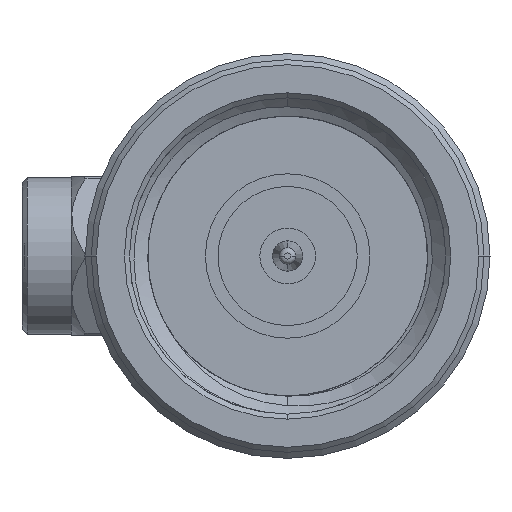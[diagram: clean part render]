
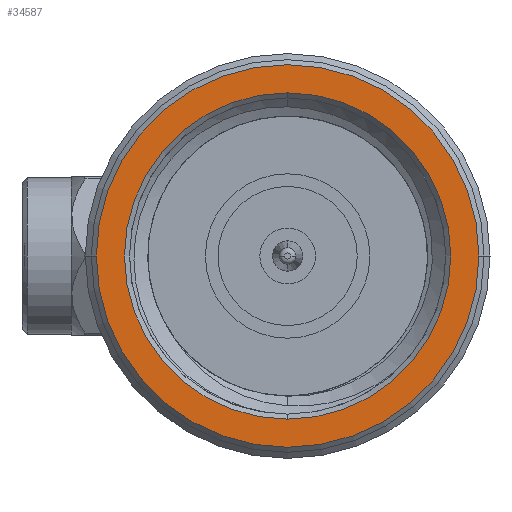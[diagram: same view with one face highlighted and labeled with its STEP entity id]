
A CAD part, front view. The second image highlights one B-rep face of the part: STEP entity #34587.
In plain terms, the highlighted face is planar.
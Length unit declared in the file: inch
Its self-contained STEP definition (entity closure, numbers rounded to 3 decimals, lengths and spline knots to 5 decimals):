
#5995 = CARTESIAN_POINT ( 'NONE',  ( 0., 0.38809, 0. ) ) ;
#9142 = CARTESIAN_POINT ( 'NONE',  ( 0., 0., 0. ) ) ;
#16770 = EDGE_CURVE ( 'NONE', #90941, #61966, #87086, .T. ) ;
#17476 = DIRECTION ( 'NONE',  ( -1., 0., 0. ) ) ;
#22875 = CARTESIAN_POINT ( 'NONE',  ( 0., 0., 0.3225 ) ) ;
#23764 = CARTESIAN_POINT ( 'NONE',  ( 0., 0., -0.3225 ) ) ;
#24624 = CARTESIAN_POINT ( 'NONE',  ( 0., -0.37809, 0. ) ) ;
#26420 = CARTESIAN_POINT ( 'NONE',  ( 0., 0., 0. ) ) ;
#29260 = DIRECTION ( 'NONE',  ( -1., 0., 0. ) ) ;
#32075 = DIRECTION ( 'NONE',  ( 0., -1., 0. ) ) ;
#34587 = ADVANCED_FACE ( 'NONE', ( #56972, #105693 ), #48306, .T. ) ;
#36691 = AXIS2_PLACEMENT_3D ( 'NONE', #9142, #29260, #32075 ) ;
#38740 = AXIS2_PLACEMENT_3D ( 'NONE', #93726, #94421, #52020 ) ;
#45243 = AXIS2_PLACEMENT_3D ( 'NONE', #83119, #139046, #114697 ) ;
#48306 = PLANE ( 'NONE',  #117050 ) ;
#49888 = EDGE_CURVE ( 'NONE', #70270, #135075, #107469, .T. ) ;
#50433 = DIRECTION ( 'NONE',  ( 0., -1., 0. ) ) ;
#52020 = DIRECTION ( 'NONE',  ( 0., -1., 0. ) ) ;
#52089 = ORIENTED_EDGE ( 'NONE', *, *, #85319, .T. ) ;
#56972 = FACE_BOUND ( 'NONE', #87530, .T. ) ;
#61966 = VERTEX_POINT ( 'NONE', #24624 ) ;
#70270 = VERTEX_POINT ( 'NONE', #22875 ) ;
#83119 = CARTESIAN_POINT ( 'NONE',  ( 0., 0., 0. ) ) ;
#85319 = EDGE_CURVE ( 'NONE', #61966, #90941, #136859, .T. ) ;
#87086 = CIRCLE ( 'NONE', #36691, 0.37809 ) ;
#87222 = EDGE_CURVE ( 'NONE', #135075, #70270, #139175, .T. ) ;
#87530 = EDGE_LOOP ( 'NONE', ( #112156, #89640 ) ) ;
#89640 = ORIENTED_EDGE ( 'NONE', *, *, #87222, .T. ) ;
#90941 = VERTEX_POINT ( 'NONE', #131002 ) ;
#91016 = DIRECTION ( 'NONE',  ( -1., 0., 0. ) ) ;
#93325 = AXIS2_PLACEMENT_3D ( 'NONE', #26420, #91016, #123957 ) ;
#93726 = CARTESIAN_POINT ( 'NONE',  ( 0., 0., 0. ) ) ;
#94421 = DIRECTION ( 'NONE',  ( 1., 0., 0. ) ) ;
#98929 = EDGE_LOOP ( 'NONE', ( #122292, #52089 ) ) ;
#105693 = FACE_OUTER_BOUND ( 'NONE', #98929, .T. ) ;
#107469 = CIRCLE ( 'NONE', #38740, 0.3225 ) ;
#112156 = ORIENTED_EDGE ( 'NONE', *, *, #49888, .T. ) ;
#114697 = DIRECTION ( 'NONE',  ( 0., -1., 0. ) ) ;
#117050 = AXIS2_PLACEMENT_3D ( 'NONE', #5995, #17476, #50433 ) ;
#122292 = ORIENTED_EDGE ( 'NONE', *, *, #16770, .T. ) ;
#123957 = DIRECTION ( 'NONE',  ( 0., -1., 0. ) ) ;
#131002 = CARTESIAN_POINT ( 'NONE',  ( 0., 0.37809, 0. ) ) ;
#135075 = VERTEX_POINT ( 'NONE', #23764 ) ;
#136859 = CIRCLE ( 'NONE', #93325, 0.37809 ) ;
#139046 = DIRECTION ( 'NONE',  ( 1., 0., 0. ) ) ;
#139175 = CIRCLE ( 'NONE', #45243, 0.3225 ) ;
